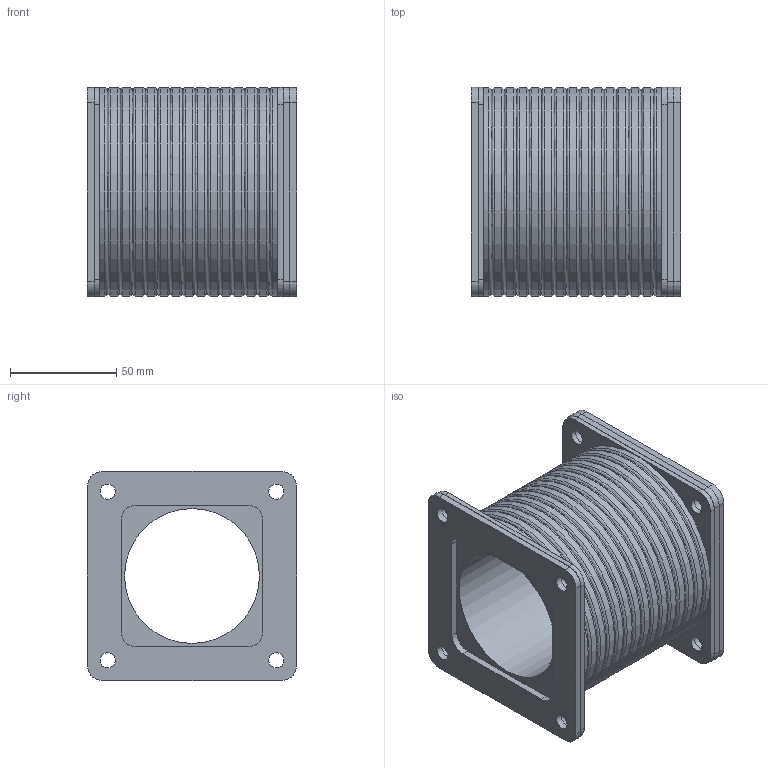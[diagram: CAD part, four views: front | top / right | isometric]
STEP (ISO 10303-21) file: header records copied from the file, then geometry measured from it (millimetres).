
FILE_DESCRIPTION (( 'STEP AP203' ), '1' );
FILE_NAME ('1485BFF.step', '2020-11-19T14:29:28', ( 'ADC123' ), ( 'Microsoft' ), 'SwSTEP 2.0', 'SolidWorks 2019', '' );
FILE_SCHEMA (( 'CONFIG_CONTROL_DESIGN' ));
Length unit declared in the file: inch
Products named in the file (1): 1485BFF
Bounding box: 98.42 x 98.42 x 98.42 mm (x, y, z)
Volume: 444694.7 mm3; surface area: 105790.5 mm2
Topology: 4 solids, 4 shells, 134 faces, 330 edges, 206 vertices
Faces by surface type: cylinder 64, plane 42, bspline 28
Full cylindrical faces by diameter (mm): 7.137 x12, 7.144 x8, 63.5 x1, 98.095 x15
Entity records: 4453 total; most frequent: CARTESIAN_POINT 1363, DIRECTION 622, ORIENTED_EDGE 532, EDGE_CURVE 266, AXIS2_PLACEMENT_3D 249, EDGE_LOOP 248, VERTEX_POINT 206, FACE_OUTER_BOUND 198
